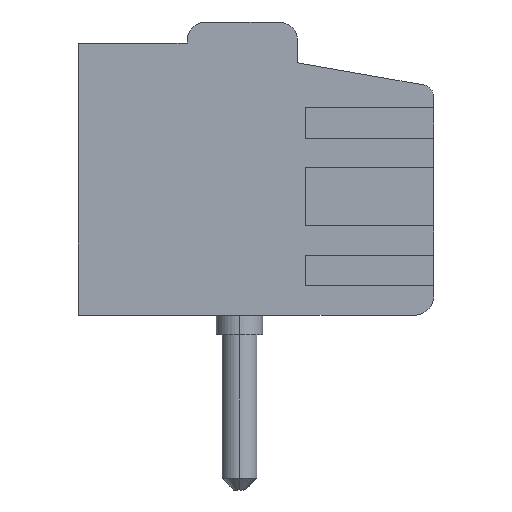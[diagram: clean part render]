
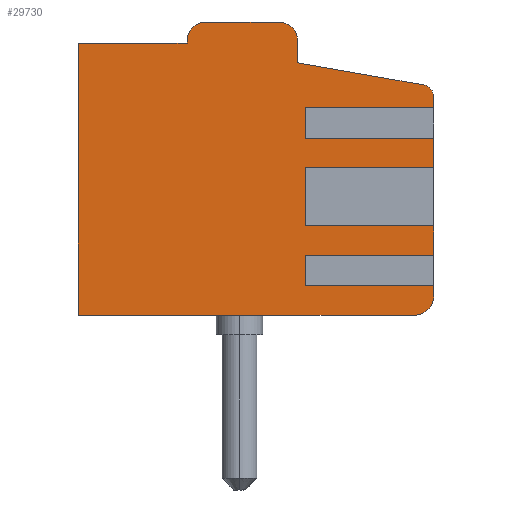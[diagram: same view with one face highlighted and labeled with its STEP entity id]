
A CAD part, left-side view. The second image highlights one B-rep face of the part: STEP entity #29730.
In plain terms, the highlighted face is planar.
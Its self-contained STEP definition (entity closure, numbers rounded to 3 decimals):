
#10600=CARTESIAN_POINT('',(49.506,58.093,
9.685));
#10610=DIRECTION('',(0.,0.,1.));
#10620=VECTOR('',#10610,1.);
#10630=LINE('',#10600,#10620);
#10640=CARTESIAN_POINT('',(49.506,58.093,
11.598));
#10650=VERTEX_POINT('',#10640);
#10660=CARTESIAN_POINT('',(49.506,58.093,
14.898));
#10670=VERTEX_POINT('',#10660);
#10680=EDGE_CURVE('',#10650,#10670,#10630,.T.);
#14100=CARTESIAN_POINT('',(52.892,58.093,
14.898));
#14110=VERTEX_POINT('',#14100);
#14140=CARTESIAN_POINT('',(52.892,58.093,
9.685));
#14150=DIRECTION('',(0.,0.,-1.));
#14160=VECTOR('',#14150,1.);
#14170=LINE('',#14140,#14160);
#14180=CARTESIAN_POINT('',(52.892,58.093,
11.598));
#14190=VERTEX_POINT('',#14180);
#14200=EDGE_CURVE('',#14110,#14190,#14170,.T.);
#16460=CARTESIAN_POINT('',(50.449,58.093,
14.898));
#16470=VERTEX_POINT('',#16460);
#16500=CARTESIAN_POINT('',(50.449,58.093,
9.685));
#16510=DIRECTION('',(0.,0.,-1.));
#16520=VECTOR('',#16510,1.);
#16530=LINE('',#16500,#16520);
#16540=CARTESIAN_POINT('',(50.449,58.093,
11.598));
#16550=VERTEX_POINT('',#16540);
#16560=EDGE_CURVE('',#16470,#16550,#16530,.T.);
#17620=CARTESIAN_POINT('',(55.149,58.093,
8.548));
#17630=VERTEX_POINT('',#17620);
#17660=CARTESIAN_POINT('',(55.149,58.093,
9.685));
#17670=DIRECTION('',(0.,0.,-1.));
#17680=VECTOR('',#17670,1.);
#17690=LINE('',#17660,#17680);
#17700=CARTESIAN_POINT('',(55.149,58.093,
5.748));
#17710=VERTEX_POINT('',#17700);
#17720=EDGE_CURVE('',#17630,#17710,#17690,.T.);
#24290=CARTESIAN_POINT('',(49.092,58.093,
11.598));
#24300=VERTEX_POINT('',#24290);
#24330=CARTESIAN_POINT('',(53.549,58.093,
11.598));
#24340=DIRECTION('',(-1.,0.,0.));
#24350=VECTOR('',#24340,1.);
#24360=LINE('',#24330,#24350);
#24370=EDGE_CURVE('',#10650,#24300,#24360,.T.);
#26350=CARTESIAN_POINT('',(49.092,58.093,
14.898));
#26360=VERTEX_POINT('',#26350);
#26390=CARTESIAN_POINT('',(49.092,58.093,
9.685));
#26400=DIRECTION('',(0.,0.,-1.));
#26410=VECTOR('',#26400,1.);
#26420=LINE('',#26390,#26410);
#26430=EDGE_CURVE('',#26360,#24300,#26420,.T.);
#27130=CARTESIAN_POINT('',(55.699,58.093,9.048));
#27140=VERTEX_POINT('',#27130);
#27170=CARTESIAN_POINT('',(55.199,58.093,9.048));
#27180=DIRECTION('',(0.,1.,0.));
#27190=DIRECTION('',(0.,0.,-1.));
#27200=AXIS2_PLACEMENT_3D('',#27170,#27180,#27190);
#27210=CIRCLE('',#27200,0.5);
#27220=CARTESIAN_POINT('',(55.199,58.093,8.548));
#27230=VERTEX_POINT('',#27220);
#27240=EDGE_CURVE('',#27140,#27230,#27210,.T.);
#28420=CARTESIAN_POINT('',(53.549,58.093,
9.648));
#28430=DIRECTION('',(0.,1.,0.));
#28440=DIRECTION('',(0.,0.,-1.));
#28450=AXIS2_PLACEMENT_3D('',#28420,#28430,#28440);
#28460=PLANE('',#28450);
#28470=CARTESIAN_POINT('',(51.949,58.093,
9.685));
#28480=DIRECTION('',(0.,0.,1.));
#28490=VECTOR('',#28480,1.);
#28500=LINE('',#28470,#28490);
#28510=CARTESIAN_POINT('',(51.949,58.093,
11.598));
#28520=VERTEX_POINT('',#28510);
#28530=CARTESIAN_POINT('',(51.949,58.093,
14.898));
#28540=VERTEX_POINT('',#28530);
#28550=EDGE_CURVE('',#28520,#28540,#28500,.T.);
#28560=ORIENTED_EDGE('',*,*,#28550,.T.);
#28570=CARTESIAN_POINT('',(53.549,58.093,
11.598));
#28580=DIRECTION('',(-1.,0.,0.));
#28590=VECTOR('',#28580,1.);
#28600=LINE('',#28570,#28590);
#28610=EDGE_CURVE('',#28520,#16550,#28600,.T.);
#28620=ORIENTED_EDGE('',*,*,#28610,.F.);
#28630=ORIENTED_EDGE('',*,*,#16560,.T.);
#28640=CARTESIAN_POINT('',(53.549,58.093,
14.898));
#28650=DIRECTION('',(-1.,0.,0.));
#28660=VECTOR('',#28650,1.);
#28670=LINE('',#28640,#28660);
#28680=EDGE_CURVE('',#16470,#10670,#28670,.T.);
#28690=ORIENTED_EDGE('',*,*,#28680,.F.);
#28700=ORIENTED_EDGE('',*,*,#10680,.T.);
#28710=ORIENTED_EDGE('',*,*,#24370,.F.);
#28720=ORIENTED_EDGE('',*,*,#26430,.T.);
#28730=CARTESIAN_POINT('',(48.649,58.093,
14.898));
#28740=VERTEX_POINT('',#28730);
#28750=EDGE_CURVE('',#26360,#28740,#28670,.T.);
#28760=ORIENTED_EDGE('',*,*,#28750,.F.);
#28770=CARTESIAN_POINT('',(48.649,58.093,
14.398));
#28780=DIRECTION('',(0.,1.,0.));
#28790=DIRECTION('',(0.,0.,-1.));
#28800=AXIS2_PLACEMENT_3D('',#28770,#28780,#28790);
#28810=CIRCLE('',#28800,0.5);
#28820=CARTESIAN_POINT('',(48.149,58.093,
14.398));
#28830=VERTEX_POINT('',#28820);
#28840=EDGE_CURVE('',#28830,#28740,#28810,.T.);
#28850=ORIENTED_EDGE('',*,*,#28840,.T.);
#28860=CARTESIAN_POINT('',(48.149,58.093,
9.685));
#28870=DIRECTION('',(0.,0.,1.));
#28880=VECTOR('',#28870,1.);
#28890=LINE('',#28860,#28880);
#28900=CARTESIAN_POINT('',(48.149,58.093,
5.748));
#28910=VERTEX_POINT('',#28900);
#28920=EDGE_CURVE('',#28910,#28830,#28890,.T.);
#28930=ORIENTED_EDGE('',*,*,#28920,.T.);
#28940=CARTESIAN_POINT('',(53.549,58.093,
5.748));
#28950=DIRECTION('',(1.,0.,0.));
#28960=VECTOR('',#28950,1.);
#28970=LINE('',#28940,#28960);
#28980=EDGE_CURVE('',#28910,#17710,#28970,.T.);
#28990=ORIENTED_EDGE('',*,*,#28980,.F.);
#29000=ORIENTED_EDGE('',*,*,#17720,.T.);
#29010=CARTESIAN_POINT('',(53.549,58.093,
8.548));
#29020=DIRECTION('',(1.,0.,0.));
#29030=VECTOR('',#29020,1.);
#29040=LINE('',#29010,#29030);
#29050=EDGE_CURVE('',#17630,#27230,#29040,.T.);
#29060=ORIENTED_EDGE('',*,*,#29050,.F.);
#29070=ORIENTED_EDGE('',*,*,#27240,.T.);
#29080=CARTESIAN_POINT('',(55.699,58.093,9.685));
#29090=DIRECTION('',(0.,0.,-1.));
#29100=VECTOR('',#29090,1.);
#29110=LINE('',#29080,#29100);
#29120=CARTESIAN_POINT('',(55.699,58.093,10.898));
#29130=VERTEX_POINT('',#29120);
#29140=EDGE_CURVE('',#29130,#27140,#29110,.T.);
#29150=ORIENTED_EDGE('',*,*,#29140,.T.);
#29160=CARTESIAN_POINT('',(55.199,58.093,10.898));
#29170=DIRECTION('',(0.,1.,0.));
#29180=DIRECTION('',(0.,0.,-1.));
#29190=AXIS2_PLACEMENT_3D('',#29160,#29170,#29180);
#29200=CIRCLE('',#29190,0.5);
#29210=CARTESIAN_POINT('',(55.199,58.093,11.398));
#29220=VERTEX_POINT('',#29210);
#29230=EDGE_CURVE('',#29220,#29130,#29200,.T.);
#29240=ORIENTED_EDGE('',*,*,#29230,.T.);
#29250=CARTESIAN_POINT('',(53.549,58.093,
11.398));
#29260=DIRECTION('',(1.,0.,0.));
#29270=VECTOR('',#29260,1.);
#29280=LINE('',#29250,#29270);
#29290=CARTESIAN_POINT('',(54.649,58.093,11.398));
#29300=VERTEX_POINT('',#29290);
#29310=EDGE_CURVE('',#29300,#29220,#29280,.T.);
#29320=ORIENTED_EDGE('',*,*,#29310,.T.);
#29330=CARTESIAN_POINT('',(54.951,58.093,
9.685));
#29340=DIRECTION('',(0.174,0.,-0.985));
#29350=VECTOR('',#29340,1.);
#29360=LINE('',#29330,#29350);
#29370=CARTESIAN_POINT('',(54.076,58.093,
14.65));
#29380=VERTEX_POINT('',#29370);
#29390=EDGE_CURVE('',#29380,#29300,#29360,.T.);
#29400=ORIENTED_EDGE('',*,*,#29390,.T.);
#29410=CARTESIAN_POINT('',(53.78,58.093,
14.598));
#29420=DIRECTION('',(0.,1.,0.));
#29430=DIRECTION('',(0.,0.,-1.));
#29440=AXIS2_PLACEMENT_3D('',#29410,#29420,#29430);
#29450=CIRCLE('',#29440,0.3);
#29460=CARTESIAN_POINT('',(53.78,58.093,
14.898));
#29470=VERTEX_POINT('',#29460);
#29480=EDGE_CURVE('',#29470,#29380,#29450,.T.);
#29490=ORIENTED_EDGE('',*,*,#29480,.T.);
#29500=CARTESIAN_POINT('',(53.306,58.093,
14.898));
#29510=VERTEX_POINT('',#29500);
#29520=EDGE_CURVE('',#29470,#29510,#28670,.T.);
#29530=ORIENTED_EDGE('',*,*,#29520,.F.);
#29540=CARTESIAN_POINT('',(53.306,58.093,
9.685));
#29550=DIRECTION('',(0.,0.,1.));
#29560=VECTOR('',#29550,1.);
#29570=LINE('',#29540,#29560);
#29580=CARTESIAN_POINT('',(53.306,58.093,
11.598));
#29590=VERTEX_POINT('',#29580);
#29600=EDGE_CURVE('',#29590,#29510,#29570,.T.);
#29610=ORIENTED_EDGE('',*,*,#29600,.T.);
#29620=CARTESIAN_POINT('',(53.549,58.093,
11.598));
#29630=DIRECTION('',(-1.,0.,0.));
#29640=VECTOR('',#29630,1.);
#29650=LINE('',#29620,#29640);
#29660=EDGE_CURVE('',#29590,#14190,#29650,.T.);
#29670=ORIENTED_EDGE('',*,*,#29660,.F.);
#29680=ORIENTED_EDGE('',*,*,#14200,.T.);
#29690=EDGE_CURVE('',#14110,#28540,#28670,.T.);
#29700=ORIENTED_EDGE('',*,*,#29690,.F.);
#29710=EDGE_LOOP('',(#29700,#29680,#29670,#29610,#29530,#29490,#29400,
#29320,#29240,#29150,#29070,#29060,#29000,#28990,#28930,#28850,#28760,
#28720,#28710,#28700,#28690,#28630,#28620,#28560));
#29720=FACE_OUTER_BOUND('',#29710,.T.);
#29730=ADVANCED_FACE('',(#29720),#28460,.T.);
